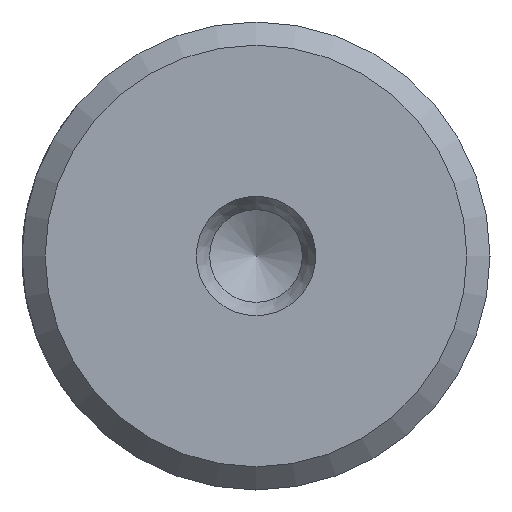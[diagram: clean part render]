
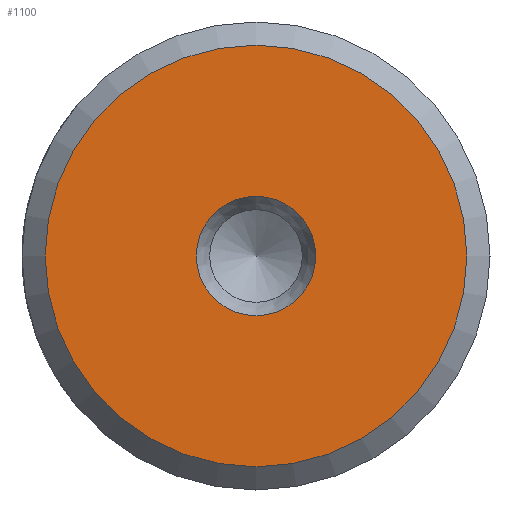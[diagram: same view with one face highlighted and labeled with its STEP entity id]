
A CAD part, left-side view. The second image highlights one B-rep face of the part: STEP entity #1100.
In plain terms, the highlighted planar face has unit normal (-1, 0, 0).
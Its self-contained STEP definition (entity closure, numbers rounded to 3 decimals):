
#13 = CARTESIAN_POINT ( 'NONE',  ( 0., 0., 0. ) ) ;
#51 = DIRECTION ( 'NONE',  ( -1., 0., 0. ) ) ;
#199 = CARTESIAN_POINT ( 'NONE',  ( 0., 0., 2.577 ) ) ;
#272 = EDGE_LOOP ( 'NONE', ( #419 ) ) ;
#370 = DIRECTION ( 'NONE',  ( -1., 0., 0. ) ) ;
#388 = CARTESIAN_POINT ( 'NONE',  ( 0., 0., 9.1 ) ) ;
#406 = EDGE_LOOP ( 'NONE', ( #1376 ) ) ;
#411 = CIRCLE ( 'NONE', #1590, 2.577 ) ;
#419 = ORIENTED_EDGE ( 'NONE', *, *, #2597, .F. ) ;
#472 = DIRECTION ( 'NONE',  ( 1., 0., 0. ) ) ;
#1100 = ADVANCED_FACE ( 'NONE', ( #2656, #1612 ), #1701, .F. ) ;
#1223 = EDGE_CURVE ( 'NONE', #2371, #2371, #1474, .T. ) ;
#1312 = CARTESIAN_POINT ( 'NONE',  ( 0., 0., 0. ) ) ;
#1376 = ORIENTED_EDGE ( 'NONE', *, *, #1223, .T. ) ;
#1474 = CIRCLE ( 'NONE', #2515, 9.1 ) ;
#1539 = DIRECTION ( 'NONE',  ( 0., 0., 1. ) ) ;
#1590 = AXIS2_PLACEMENT_3D ( 'NONE', #1634, #370, #1838 ) ;
#1612 = FACE_OUTER_BOUND ( 'NONE', #406, .T. ) ;
#1634 = CARTESIAN_POINT ( 'NONE',  ( 0., 0., 0. ) ) ;
#1701 = PLANE ( 'NONE',  #2096 ) ;
#1762 = VERTEX_POINT ( 'NONE', #199 ) ;
#1838 = DIRECTION ( 'NONE',  ( 0., 0., 1. ) ) ;
#1935 = DIRECTION ( 'NONE',  ( 0., 0., -1. ) ) ;
#2096 = AXIS2_PLACEMENT_3D ( 'NONE', #13, #472, #1935 ) ;
#2371 = VERTEX_POINT ( 'NONE', #388 ) ;
#2515 = AXIS2_PLACEMENT_3D ( 'NONE', #1312, #51, #1539 ) ;
#2597 = EDGE_CURVE ( 'NONE', #1762, #1762, #411, .T. ) ;
#2656 = FACE_BOUND ( 'NONE', #272, .T. ) ;
